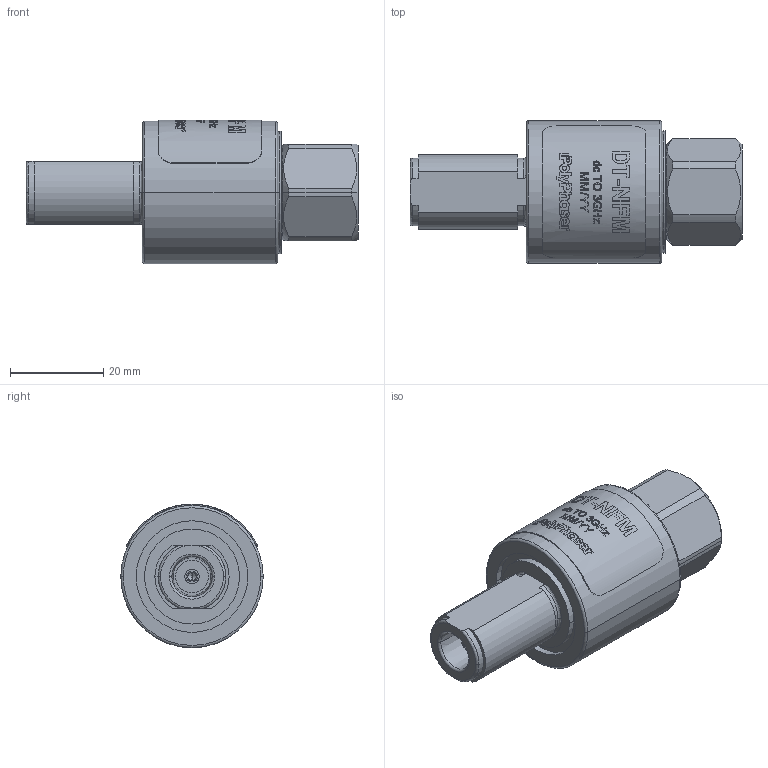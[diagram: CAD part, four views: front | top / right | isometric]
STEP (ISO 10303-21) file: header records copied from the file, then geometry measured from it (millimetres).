
FILE_DESCRIPTION (( 'STEP AP214' ), '1' );
FILE_NAME ('DT-NFM.STEP', '2019-01-29T17:59:19', ( '' ), ( '' ), 'SwSTEP 2.0', 'SolidWorks 2018', '' );
FILE_SCHEMA (( 'AUTOMOTIVE_DESIGN' ));
Length unit declared in the file: inch
Products named in the file (13): 7020-3538_On 5800-0178; 2801-9010; 5800-0177; 2811-0020; 5800-0178; DT-NFM; 1502-0708; 1909-0001; 7040-0042; 2802-9001; 7040-0049; Solder_6040-0015; 2003-1052_Curved
Assembly tree (12 placements, depth 2):
  DT-NFM
    5800-0178
    5800-0177
    2811-0020  x2
    2801-9010
    2802-9001
    1909-0001
    1502-0708
    7040-0042
    7040-0049
    7020-3538_On 5800-0178
    2003-1052_Curved
  Solder_6040-0015
Bounding box: 71.04 x 30.48 x 30.73 mm (x, y, z)
Volume: 23154.4 mm3; surface area: 18769.4 mm2
Topology: 12 solids, 12 shells, 680 faces, 1681 edges, 1073 vertices
Faces by surface type: plane 232, cylinder 173, bspline 161, cone 78, torus 36
Entity records: 33799 total; most frequent: CARTESIAN_POINT 13850, ORIENTED_EDGE 3314, DIRECTION 2673, EDGE_CURVE 1657, AXIS2_PLACEMENT_3D 1077, VERTEX_POINT 1061, EDGE_LOOP 734, ADVANCED_FACE 670
